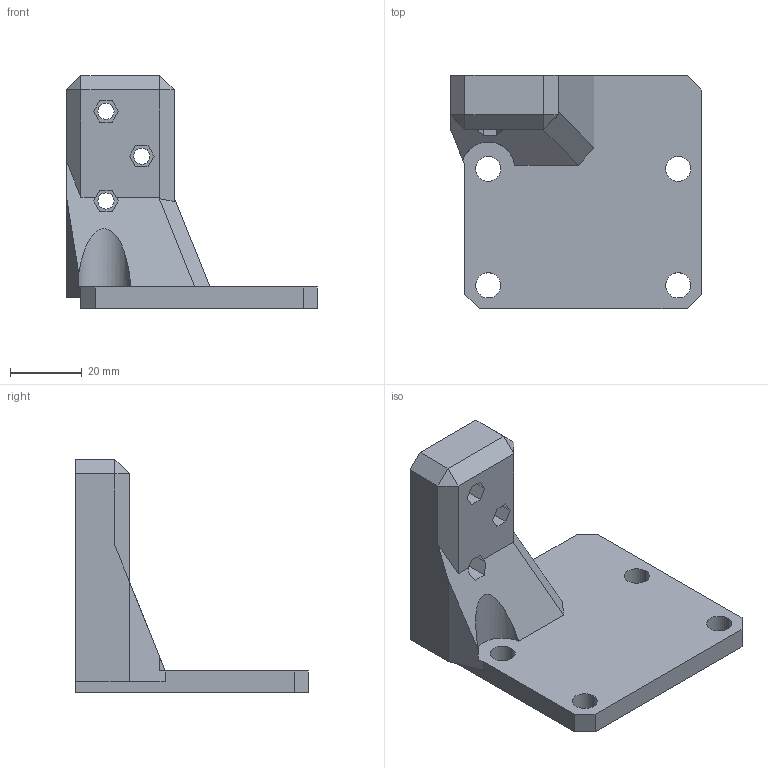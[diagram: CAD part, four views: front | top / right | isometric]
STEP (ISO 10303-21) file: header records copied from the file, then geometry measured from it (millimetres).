
FILE_DESCRIPTION (( 'STEP AP214' ), '1' );
FILE_NAME ('Drag Chain Y Carriage Mount.STEP', '2020-02-12T08:08:22', ( '' ), ( '' ), 'SwSTEP 2.0', 'SolidWorks 2019', '' );
FILE_SCHEMA (( 'AUTOMOTIVE_DESIGN' ));
Length unit declared in the file: millimetre
Products named in the file (1): Drag Chain Y Carriage Mount
Bounding box: 70 x 65 x 65 mm (x, y, z)
Volume: 55069.7 mm3; surface area: 16200.1 mm2
Topology: 1 solids, 1 shells, 61 faces, 165 edges, 108 vertices
Faces by surface type: plane 46, cylinder 15
Entity records: 1962 total; most frequent: CARTESIAN_POINT 338, ORIENTED_EDGE 330, DIRECTION 317, EDGE_CURVE 165, LINE 135, VECTOR 135, VERTEX_POINT 108, AXIS2_PLACEMENT_3D 91
